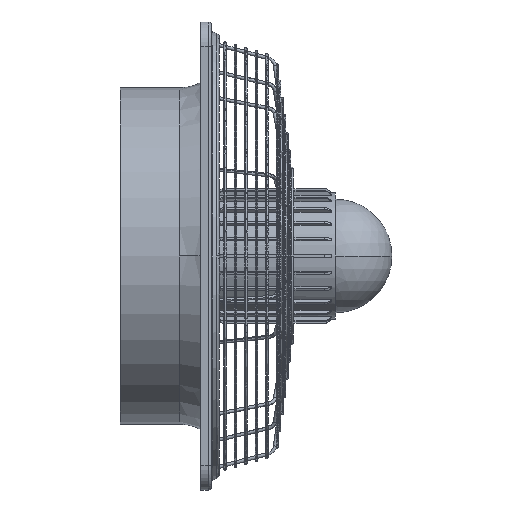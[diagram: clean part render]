
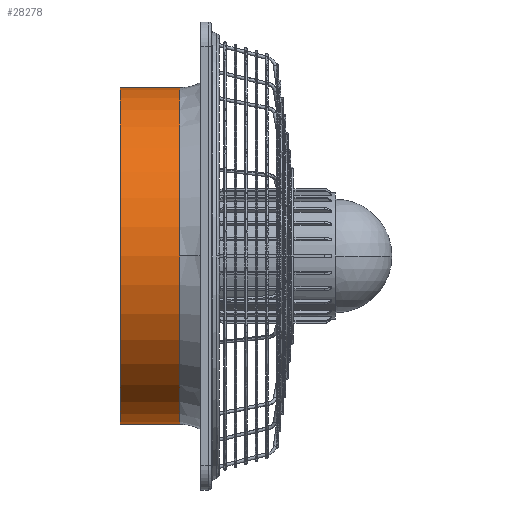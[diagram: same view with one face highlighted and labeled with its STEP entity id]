
A CAD part, front view. The second image highlights one B-rep face of the part: STEP entity #28278.
In plain terms, the highlighted cylindrical face has radius 208.5 mm (diameter 417 mm), a partial arc.
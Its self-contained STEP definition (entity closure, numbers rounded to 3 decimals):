
#2410 = VERTEX_POINT ( 'NONE', #32439 ) ;
#2467 = CARTESIAN_POINT ( 'NONE',  ( -27.004, 0., 0. ) ) ;
#3408 = DIRECTION ( 'NONE',  ( -1., 0., 0. ) ) ;
#3877 = DIRECTION ( 'NONE',  ( 0., 0., 1. ) ) ;
#4678 = VERTEX_POINT ( 'NONE', #19955 ) ;
#5365 = DIRECTION ( 'NONE',  ( -1., 0., 0. ) ) ;
#5771 = CIRCLE ( 'NONE', #6567, 208.5 ) ;
#6567 = AXIS2_PLACEMENT_3D ( 'NONE', #24269, #7040, #3877 ) ;
#7040 = DIRECTION ( 'NONE',  ( 1., 0., 0. ) ) ;
#8016 = AXIS2_PLACEMENT_3D ( 'NONE', #19242, #31186, #33614 ) ;
#9220 = CARTESIAN_POINT ( 'NONE',  ( -64.004, 0., -208.5 ) ) ;
#10397 = DIRECTION ( 'NONE',  ( -1., 0., 0. ) ) ;
#11893 = EDGE_CURVE ( 'NONE', #4678, #23113, #15819, .T. ) ;
#11989 = CIRCLE ( 'NONE', #23171, 208.5 ) ;
#13072 = DIRECTION ( 'NONE',  ( 0., 1., 0. ) ) ;
#14025 = EDGE_CURVE ( 'NONE', #23113, #21857, #5771, .T. ) ;
#14027 = VERTEX_POINT ( 'NONE', #15603 ) ;
#15603 = CARTESIAN_POINT ( 'NONE',  ( -27.004, 0., -208.5 ) ) ;
#15819 = LINE ( 'NONE', #27182, #36607 ) ;
#16988 = DIRECTION ( 'NONE',  ( 0., 1., 0. ) ) ;
#17168 = EDGE_LOOP ( 'NONE', ( #32977, #35016, #31910, #35379, #30431 ) ) ;
#19242 = CARTESIAN_POINT ( 'NONE',  ( -64.004, 0., 0. ) ) ;
#19285 = EDGE_CURVE ( 'NONE', #14027, #2410, #19518, .T. ) ;
#19518 = CIRCLE ( 'NONE', #19772, 208.5 ) ;
#19772 = AXIS2_PLACEMENT_3D ( 'NONE', #2467, #5365, #16988 ) ;
#19955 = CARTESIAN_POINT ( 'NONE',  ( -27.004, 0., 208.5 ) ) ;
#21857 = VERTEX_POINT ( 'NONE', #31930 ) ;
#22072 = VECTOR ( 'NONE', #3408, 1000. ) ;
#23113 = VERTEX_POINT ( 'NONE', #26579 ) ;
#23171 = AXIS2_PLACEMENT_3D ( 'NONE', #27326, #36274, #13072 ) ;
#24269 = CARTESIAN_POINT ( 'NONE',  ( -101.004, 0., 0. ) ) ;
#26579 = CARTESIAN_POINT ( 'NONE',  ( -101.004, 0., 208.5 ) ) ;
#27182 = CARTESIAN_POINT ( 'NONE',  ( -64.004, 0., 208.5 ) ) ;
#27326 = CARTESIAN_POINT ( 'NONE',  ( -27.004, 0., 0. ) ) ;
#27420 = EDGE_CURVE ( 'NONE', #2410, #4678, #11989, .T. ) ;
#28278 = ADVANCED_FACE ( 'NONE', ( #35846 ), #31300, .T. ) ;
#29753 = LINE ( 'NONE', #9220, #22072 ) ;
#30431 = ORIENTED_EDGE ( 'NONE', *, *, #14025, .T. ) ;
#31186 = DIRECTION ( 'NONE',  ( -1., 0., 0. ) ) ;
#31300 = CYLINDRICAL_SURFACE ( 'NONE', #8016, 208.5 ) ;
#31910 = ORIENTED_EDGE ( 'NONE', *, *, #27420, .T. ) ;
#31930 = CARTESIAN_POINT ( 'NONE',  ( -101.004, 0., -208.5 ) ) ;
#32439 = CARTESIAN_POINT ( 'NONE',  ( -27.004, -208.5, 0. ) ) ;
#32977 = ORIENTED_EDGE ( 'NONE', *, *, #36754, .F. ) ;
#33614 = DIRECTION ( 'NONE',  ( 0., 0., 1. ) ) ;
#35016 = ORIENTED_EDGE ( 'NONE', *, *, #19285, .T. ) ;
#35379 = ORIENTED_EDGE ( 'NONE', *, *, #11893, .T. ) ;
#35846 = FACE_OUTER_BOUND ( 'NONE', #17168, .T. ) ;
#36274 = DIRECTION ( 'NONE',  ( -1., 0., 0. ) ) ;
#36607 = VECTOR ( 'NONE', #10397, 1000. ) ;
#36754 = EDGE_CURVE ( 'NONE', #14027, #21857, #29753, .T. ) ;
